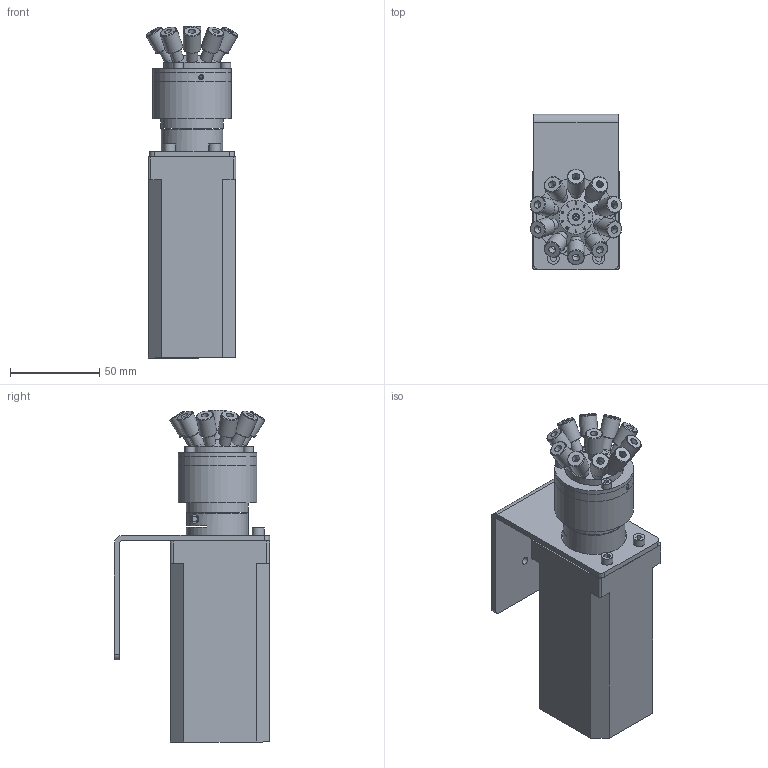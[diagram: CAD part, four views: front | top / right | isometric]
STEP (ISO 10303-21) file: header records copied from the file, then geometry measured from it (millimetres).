
FILE_DESCRIPTION((''),'2;1');
FILE_NAME('312326-C25-6180EMH 10 mpos valve.stp','2014-03-06T11:32:35',('Franzp'),(''),'Autodesk Inventor 2013','Autodesk Inventor 2013','');
FILE_SCHEMA(('AUTOMOTIVE_DESIGN { 1 0 10303 214 1 1 1 1 }'));
Length unit declared in the file: millimetre
Products named in the file (1): 312326_Shrinkwrap_1
Bounding box: 51.32 x 87.12 x 186.11 mm (x, y, z)
Surface area: 66805.7 mm2 (no closed solid volume)
Topology: 0 solids, 34 shells, 218 faces, 753 edges, 576 vertices
Faces by surface type: plane 115, cylinder 68, cone 35
Full cylindrical faces by diameter (mm): 2.156 x1, 3.302 x1, 3.33 x10, 4.166 x1, 4.32 x2, 5.65 x3, 5.78 x1, 5.94 x1, 6.35 x11, 6.7 x2, 9.78 x11, 19.025 x1, 19.075 x1, 32.004 x1, 34.671 x1, 34.798 x1, 36.5 x1, 44.196 x3
Entity records: 8748 total; most frequent: CARTESIAN_POINT 2065, DIRECTION 1227, ORIENTED_EDGE 947, EDGE_CURVE 645, VERTEX_POINT 557, AXIS2_PLACEMENT_3D 451, EDGE_LOOP 416, VECTOR 325
